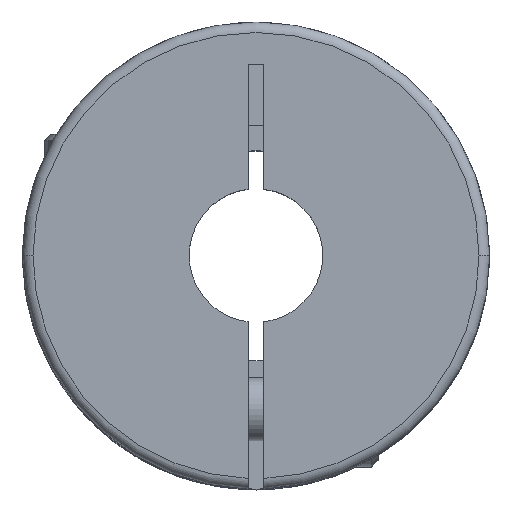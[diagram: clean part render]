
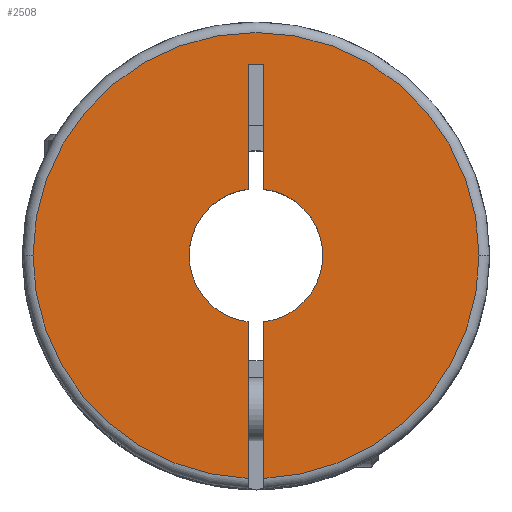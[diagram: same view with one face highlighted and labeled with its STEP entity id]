
A CAD part, top view. The second image highlights one B-rep face of the part: STEP entity #2508.
In plain terms, the highlighted planar face has unit normal (0, 0, 1).
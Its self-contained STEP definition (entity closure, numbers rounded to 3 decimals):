
#36 = PLANE ( 'NONE',  #1318 ) ;
#60 = CARTESIAN_POINT ( 'NONE',  ( 0., 0., 0. ) ) ;
#118 = VERTEX_POINT ( 'NONE', #2575 ) ;
#322 = CARTESIAN_POINT ( 'NONE',  ( -10.6, 0., 0. ) ) ;
#423 = LINE ( 'NONE', #1024, #591 ) ;
#490 = VECTOR ( 'NONE', #2340, 1000. ) ;
#559 = DIRECTION ( 'NONE',  ( -1., 0., 0. ) ) ;
#575 = DIRECTION ( 'NONE',  ( -1., 0., 0. ) ) ;
#586 = LINE ( 'NONE', #639, #1742 ) ;
#591 = VECTOR ( 'NONE', #3511, 1000. ) ;
#593 = CARTESIAN_POINT ( 'NONE',  ( 0., 0., 0. ) ) ;
#639 = CARTESIAN_POINT ( 'NONE',  ( -0.375, 9.1, 0. ) ) ;
#662 = CARTESIAN_POINT ( 'NONE',  ( 0.375, -3.153, 0. ) ) ;
#685 = CARTESIAN_POINT ( 'NONE',  ( 0.375, -10.593, 0. ) ) ;
#723 = DIRECTION ( 'NONE',  ( 0., 0., -1. ) ) ;
#744 = DIRECTION ( 'NONE',  ( 0., 0., -1. ) ) ;
#754 = EDGE_CURVE ( 'NONE', #3663, #880, #2605, .T. ) ;
#878 = ORIENTED_EDGE ( 'NONE', *, *, #3236, .T. ) ;
#880 = VERTEX_POINT ( 'NONE', #3466 ) ;
#956 = LINE ( 'NONE', #3661, #2532 ) ;
#1003 = DIRECTION ( 'NONE',  ( 0., -1., 0. ) ) ;
#1024 = CARTESIAN_POINT ( 'NONE',  ( 0.375, -11.1, 0. ) ) ;
#1038 = DIRECTION ( 'NONE',  ( 0., 0., -1. ) ) ;
#1066 = ORIENTED_EDGE ( 'NONE', *, *, #754, .F. ) ;
#1097 = CIRCLE ( 'NONE', #3598, 3.175 ) ;
#1134 = ORIENTED_EDGE ( 'NONE', *, *, #3355, .F. ) ;
#1181 = ORIENTED_EDGE ( 'NONE', *, *, #2832, .T. ) ;
#1271 = DIRECTION ( 'NONE',  ( 0., 0., -1. ) ) ;
#1318 = AXIS2_PLACEMENT_3D ( 'NONE', #3802, #723, #1398 ) ;
#1326 = VERTEX_POINT ( 'NONE', #1660 ) ;
#1356 = ORIENTED_EDGE ( 'NONE', *, *, #4204, .F. ) ;
#1375 = AXIS2_PLACEMENT_3D ( 'NONE', #4097, #1038, #2414 ) ;
#1398 = DIRECTION ( 'NONE',  ( 0., -1., 0. ) ) ;
#1435 = VERTEX_POINT ( 'NONE', #662 ) ;
#1437 = EDGE_CURVE ( 'NONE', #2689, #2849, #3104, .T. ) ;
#1532 = CARTESIAN_POINT ( 'NONE',  ( 0., 0., 0. ) ) ;
#1536 = EDGE_CURVE ( 'NONE', #118, #3948, #3891, .T. ) ;
#1647 = DIRECTION ( 'NONE',  ( 0., 0., -1. ) ) ;
#1660 = CARTESIAN_POINT ( 'NONE',  ( 10.6, 0., 0. ) ) ;
#1668 = VERTEX_POINT ( 'NONE', #2528 ) ;
#1742 = VECTOR ( 'NONE', #1003, 1000. ) ;
#1744 = VERTEX_POINT ( 'NONE', #1750 ) ;
#1750 = CARTESIAN_POINT ( 'NONE',  ( -0.375, 3.153, 0. ) ) ;
#1775 = DIRECTION ( 'NONE',  ( 0., 0., -1. ) ) ;
#1952 = AXIS2_PLACEMENT_3D ( 'NONE', #2069, #744, #3060 ) ;
#1981 = DIRECTION ( 'NONE',  ( 0., -1., 0. ) ) ;
#1997 = CARTESIAN_POINT ( 'NONE',  ( -3.175, 0., 0. ) ) ;
#2063 = ORIENTED_EDGE ( 'NONE', *, *, #3562, .F. ) ;
#2069 = CARTESIAN_POINT ( 'NONE',  ( 0., 0., 0. ) ) ;
#2106 = CIRCLE ( 'NONE', #4389, 10.6 ) ;
#2231 = CARTESIAN_POINT ( 'NONE',  ( -0.375, -10.593, 0. ) ) ;
#2278 = CARTESIAN_POINT ( 'NONE',  ( 0., 0., 0. ) ) ;
#2340 = DIRECTION ( 'NONE',  ( -1., 0., 0. ) ) ;
#2355 = EDGE_CURVE ( 'NONE', #118, #2689, #586, .T. ) ;
#2360 = CARTESIAN_POINT ( 'NONE',  ( 0.375, 9.1, 0. ) ) ;
#2414 = DIRECTION ( 'NONE',  ( -1., 0., 0. ) ) ;
#2444 = DIRECTION ( 'NONE',  ( 0., 1., 0. ) ) ;
#2458 = ORIENTED_EDGE ( 'NONE', *, *, #1536, .T. ) ;
#2461 = FACE_OUTER_BOUND ( 'NONE', #4230, .T. ) ;
#2508 = ADVANCED_FACE ( 'NONE', ( #2461 ), #36, .F. ) ;
#2528 = CARTESIAN_POINT ( 'NONE',  ( 0.375, 3.153, 0. ) ) ;
#2532 = VECTOR ( 'NONE', #1981, 1000. ) ;
#2538 = AXIS2_PLACEMENT_3D ( 'NONE', #60, #1775, #3459 ) ;
#2575 = CARTESIAN_POINT ( 'NONE',  ( -0.375, -3.153, 0. ) ) ;
#2577 = CARTESIAN_POINT ( 'NONE',  ( 0.375, 9.1, 0. ) ) ;
#2605 = LINE ( 'NONE', #2360, #490 ) ;
#2689 = VERTEX_POINT ( 'NONE', #2231 ) ;
#2731 = ORIENTED_EDGE ( 'NONE', *, *, #2355, .F. ) ;
#2749 = CIRCLE ( 'NONE', #1375, 10.6 ) ;
#2779 = CARTESIAN_POINT ( 'NONE',  ( 0.375, -11.1, 0. ) ) ;
#2798 = LINE ( 'NONE', #2779, #3599 ) ;
#2832 = EDGE_CURVE ( 'NONE', #3948, #1744, #3687, .T. ) ;
#2849 = VERTEX_POINT ( 'NONE', #322 ) ;
#2955 = ORIENTED_EDGE ( 'NONE', *, *, #1437, .F. ) ;
#3027 = EDGE_CURVE ( 'NONE', #1326, #3503, #2749, .T. ) ;
#3056 = ORIENTED_EDGE ( 'NONE', *, *, #3626, .F. ) ;
#3060 = DIRECTION ( 'NONE',  ( -1., 0., 0. ) ) ;
#3063 = DIRECTION ( 'NONE',  ( -1., 0., 0. ) ) ;
#3104 = CIRCLE ( 'NONE', #2538, 10.6 ) ;
#3236 = EDGE_CURVE ( 'NONE', #1668, #1435, #1097, .T. ) ;
#3277 = ORIENTED_EDGE ( 'NONE', *, *, #3027, .F. ) ;
#3355 = EDGE_CURVE ( 'NONE', #880, #1744, #956, .T. ) ;
#3459 = DIRECTION ( 'NONE',  ( -1., 0., 0. ) ) ;
#3466 = CARTESIAN_POINT ( 'NONE',  ( -0.375, 9.1, 0. ) ) ;
#3503 = VERTEX_POINT ( 'NONE', #685 ) ;
#3511 = DIRECTION ( 'NONE',  ( 0., 1., 0. ) ) ;
#3562 = EDGE_CURVE ( 'NONE', #1668, #3663, #2798, .T. ) ;
#3598 = AXIS2_PLACEMENT_3D ( 'NONE', #593, #1271, #3063 ) ;
#3599 = VECTOR ( 'NONE', #2444, 1000. ) ;
#3626 = EDGE_CURVE ( 'NONE', #3503, #1435, #423, .T. ) ;
#3636 = DIRECTION ( 'NONE',  ( 0., 0., -1. ) ) ;
#3661 = CARTESIAN_POINT ( 'NONE',  ( -0.375, 9.1, 0. ) ) ;
#3663 = VERTEX_POINT ( 'NONE', #2577 ) ;
#3687 = CIRCLE ( 'NONE', #4111, 3.175 ) ;
#3802 = CARTESIAN_POINT ( 'NONE',  ( 0., 0., 0. ) ) ;
#3891 = CIRCLE ( 'NONE', #1952, 3.175 ) ;
#3948 = VERTEX_POINT ( 'NONE', #1997 ) ;
#4097 = CARTESIAN_POINT ( 'NONE',  ( 0., 0., 0. ) ) ;
#4111 = AXIS2_PLACEMENT_3D ( 'NONE', #2278, #3636, #559 ) ;
#4204 = EDGE_CURVE ( 'NONE', #2849, #1326, #2106, .T. ) ;
#4230 = EDGE_LOOP ( 'NONE', ( #2955, #2731, #2458, #1181, #1134, #1066, #2063, #878, #3056, #3277, #1356 ) ) ;
#4389 = AXIS2_PLACEMENT_3D ( 'NONE', #1532, #1647, #575 ) ;
